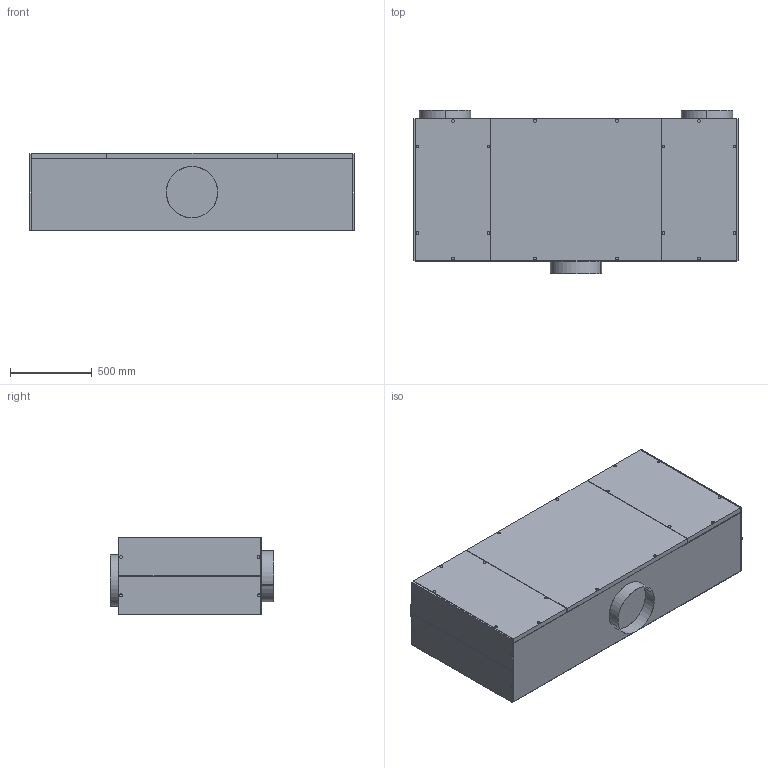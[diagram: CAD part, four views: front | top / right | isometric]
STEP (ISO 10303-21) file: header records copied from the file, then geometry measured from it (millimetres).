
FILE_DESCRIPTION(('Creo Elements/Direct Modeling STEP Export'),'2;1');
FILE_NAME('X900HW-K1.stp','2019-05-28T14:56:45',(''),(''),'PTC Creo Elements/Direct Modeling STEP processor for AP214 (Solid Model)','PTC Creo Elements/Direct Modeling 19.0C 15-Aug-2015 (C) Parametric Technology GmbH','');
FILE_SCHEMA(('AUTOMOTIVE_DESIGN { 1 0 10303 214 1 1 1 1 }'));
Products named in the file (2): X900HW-K1
Assembly tree (1 placements, depth 2):
  X900HW-K1
    X900HW-K1
Bounding box: 1984 x 996.5 x 472.5 mm (x, y, z)
Volume: 814560173.5 mm3; surface area: 6575793.1 mm2
Topology: 1 solids, 1 shells, 4472 faces, 11424 edges, 7615 vertices
Faces by surface type: plane 4394, cylinder 78
Entity records: 131810 total; most frequent: CARTESIAN_POINT 23365, ORIENTED_EDGE 22852, DIRECTION 20273, EDGE_CURVE 11424, VECTOR 11227, LINE 11227, VERTEX_POINT 7615, EDGE_LOOP 5133
